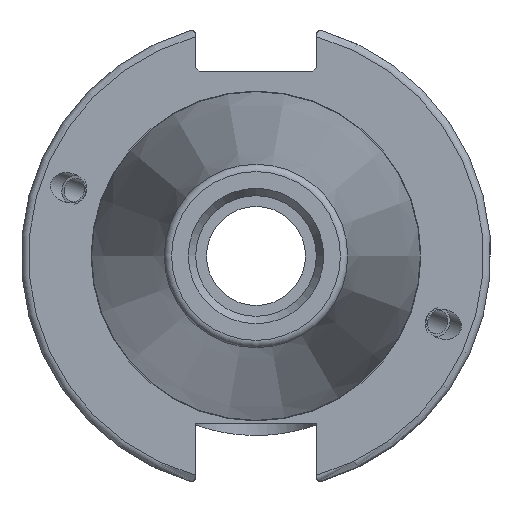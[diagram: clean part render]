
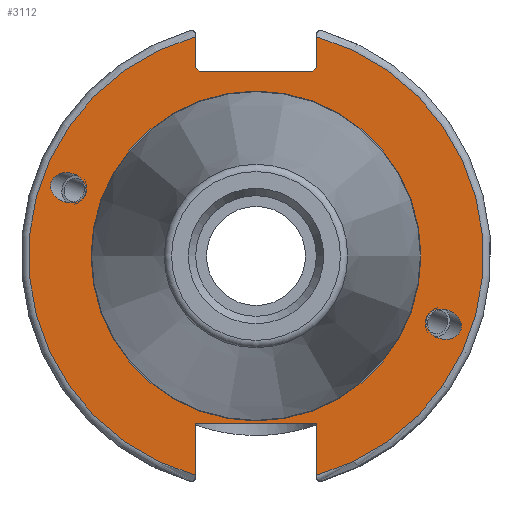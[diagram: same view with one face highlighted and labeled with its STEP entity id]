
A CAD part, left-side view. The second image highlights one B-rep face of the part: STEP entity #3112.
In plain terms, the highlighted planar face has unit normal (-1, 0, 0).
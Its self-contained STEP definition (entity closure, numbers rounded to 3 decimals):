
#404=ELLIPSE('',#3396,2.442,2.);
#413=ELLIPSE('',#3439,2.442,2.);
#425=PLANE('',#3445);
#481=FACE_BOUND('',#744,.T.);
#482=FACE_BOUND('',#745,.T.);
#483=FACE_BOUND('',#746,.T.);
#573=FACE_OUTER_BOUND('',#743,.T.);
#743=EDGE_LOOP('',(#2366,#2367,#2368,#2369,#2370,#2371,#2372,#2373,#2374,
#2375));
#744=EDGE_LOOP('',(#2376));
#745=EDGE_LOOP('',(#2377));
#746=EDGE_LOOP('',(#2378));
#919=CIRCLE('',#3443,22.3);
#921=CIRCLE('',#3446,30.75);
#922=CIRCLE('',#3447,30.75);
#1081=LINE('',#5087,#1246);
#1082=LINE('',#5091,#1247);
#1083=LINE('',#5093,#1248);
#1084=LINE('',#5095,#1249);
#1085=LINE('',#5097,#1250);
#1086=LINE('',#5099,#1251);
#1087=LINE('',#5103,#1252);
#1088=LINE('',#5104,#1253);
#1246=VECTOR('',#3964,10.);
#1247=VECTOR('',#3967,10.);
#1248=VECTOR('',#3968,10.);
#1249=VECTOR('',#3969,10.);
#1250=VECTOR('',#3970,10.);
#1251=VECTOR('',#3971,10.);
#1252=VECTOR('',#3974,10.);
#1253=VECTOR('',#3975,10.);
#1477=VERTEX_POINT('',#4890);
#1517=VERTEX_POINT('',#5073);
#1520=VERTEX_POINT('',#5080);
#1521=VERTEX_POINT('',#5085);
#1522=VERTEX_POINT('',#5086);
#1523=VERTEX_POINT('',#5088);
#1524=VERTEX_POINT('',#5090);
#1525=VERTEX_POINT('',#5092);
#1526=VERTEX_POINT('',#5094);
#1527=VERTEX_POINT('',#5096);
#1528=VERTEX_POINT('',#5098);
#1529=VERTEX_POINT('',#5100);
#1530=VERTEX_POINT('',#5102);
#1784=EDGE_CURVE('',#1477,#1477,#404,.T.);
#1840=EDGE_CURVE('',#1517,#1517,#413,.T.);
#1843=EDGE_CURVE('',#1520,#1520,#919,.T.);
#1845=EDGE_CURVE('',#1521,#1522,#1081,.T.);
#1846=EDGE_CURVE('',#1523,#1522,#921,.T.);
#1847=EDGE_CURVE('',#1523,#1524,#1082,.T.);
#1848=EDGE_CURVE('',#1525,#1524,#1083,.T.);
#1849=EDGE_CURVE('',#1525,#1526,#1084,.T.);
#1850=EDGE_CURVE('',#1527,#1526,#1085,.T.);
#1851=EDGE_CURVE('',#1527,#1528,#1086,.T.);
#1852=EDGE_CURVE('',#1529,#1528,#922,.T.);
#1853=EDGE_CURVE('',#1529,#1530,#1087,.T.);
#1854=EDGE_CURVE('',#1530,#1521,#1088,.T.);
#2366=ORIENTED_EDGE('',*,*,#1845,.T.);
#2367=ORIENTED_EDGE('',*,*,#1846,.F.);
#2368=ORIENTED_EDGE('',*,*,#1847,.T.);
#2369=ORIENTED_EDGE('',*,*,#1848,.F.);
#2370=ORIENTED_EDGE('',*,*,#1849,.T.);
#2371=ORIENTED_EDGE('',*,*,#1850,.F.);
#2372=ORIENTED_EDGE('',*,*,#1851,.T.);
#2373=ORIENTED_EDGE('',*,*,#1852,.F.);
#2374=ORIENTED_EDGE('',*,*,#1853,.T.);
#2375=ORIENTED_EDGE('',*,*,#1854,.T.);
#2376=ORIENTED_EDGE('',*,*,#1784,.T.);
#2377=ORIENTED_EDGE('',*,*,#1840,.T.);
#2378=ORIENTED_EDGE('',*,*,#1843,.F.);
#3112=ADVANCED_FACE('',(#573,#481,#482,#483),#425,.T.);
#3396=AXIS2_PLACEMENT_3D('',#4892,#3847,#3848);
#3439=AXIS2_PLACEMENT_3D('',#5075,#3950,#3951);
#3443=AXIS2_PLACEMENT_3D('',#5082,#3958,#3959);
#3445=AXIS2_PLACEMENT_3D('',#5084,#3962,#3963);
#3446=AXIS2_PLACEMENT_3D('',#5089,#3965,#3966);
#3447=AXIS2_PLACEMENT_3D('',#5101,#3972,#3973);
#3847=DIRECTION('center_axis',(1.,0.,0.));
#3848=DIRECTION('ref_axis',(0.,-0.94,-0.342));
#3950=DIRECTION('center_axis',(1.,0.,0.));
#3951=DIRECTION('ref_axis',(0.,0.94,0.342));
#3958=DIRECTION('center_axis',(-1.,0.,0.));
#3959=DIRECTION('ref_axis',(0.,-1.,0.));
#3962=DIRECTION('center_axis',(-1.,0.,0.));
#3963=DIRECTION('ref_axis',(0.,0.,1.));
#3964=DIRECTION('',(0.,0.,-1.));
#3965=DIRECTION('center_axis',(1.,0.,0.));
#3966=DIRECTION('ref_axis',(0.,-1.,0.));
#3967=DIRECTION('',(0.,0.,-1.));
#3968=DIRECTION('',(0.,-0.707,0.707));
#3969=DIRECTION('',(0.,1.,0.));
#3970=DIRECTION('',(0.,-0.707,-0.707));
#3971=DIRECTION('',(0.,0.,1.));
#3972=DIRECTION('center_axis',(1.,0.,0.));
#3973=DIRECTION('ref_axis',(0.,1.,0.));
#3974=DIRECTION('',(0.,0.,1.));
#3975=DIRECTION('',(0.,-1.,0.));
#4890=CARTESIAN_POINT('',(3.175,-23.077,-8.399));
#4892=CARTESIAN_POINT('Origin',(3.175,-25.372,-9.235));
#5073=CARTESIAN_POINT('',(3.175,23.077,8.399));
#5075=CARTESIAN_POINT('Origin',(3.175,25.372,9.235));
#5080=CARTESIAN_POINT('',(3.175,0.,22.3));
#5082=CARTESIAN_POINT('Origin',(3.175,0.,0.));
#5084=CARTESIAN_POINT('Origin',(3.175,31.75,0.));
#5085=CARTESIAN_POINT('',(3.175,-8.19,-22.6));
#5086=CARTESIAN_POINT('',(3.175,-8.19,-29.639));
#5087=CARTESIAN_POINT('',(3.175,-8.19,-11.3));
#5088=CARTESIAN_POINT('',(3.175,-8.19,29.639));
#5089=CARTESIAN_POINT('Origin',(3.175,0.,0.));
#5090=CARTESIAN_POINT('',(3.175,-8.19,25.5));
#5091=CARTESIAN_POINT('',(3.175,-8.19,12.5));
#5092=CARTESIAN_POINT('',(3.175,-7.69,25.));
#5093=CARTESIAN_POINT('',(3.175,8.295,9.015));
#5094=CARTESIAN_POINT('',(3.175,7.69,25.));
#5095=CARTESIAN_POINT('',(3.175,15.875,25.));
#5096=CARTESIAN_POINT('',(3.175,8.19,25.5));
#5097=CARTESIAN_POINT('',(3.175,7.58,24.89));
#5098=CARTESIAN_POINT('',(3.175,8.19,29.639));
#5099=CARTESIAN_POINT('',(3.175,8.19,12.5));
#5100=CARTESIAN_POINT('',(3.175,8.19,-29.639));
#5101=CARTESIAN_POINT('Origin',(3.175,0.,0.));
#5102=CARTESIAN_POINT('',(3.175,8.19,-22.6));
#5103=CARTESIAN_POINT('',(3.175,8.19,-11.3));
#5104=CARTESIAN_POINT('',(3.175,15.875,-22.6));
